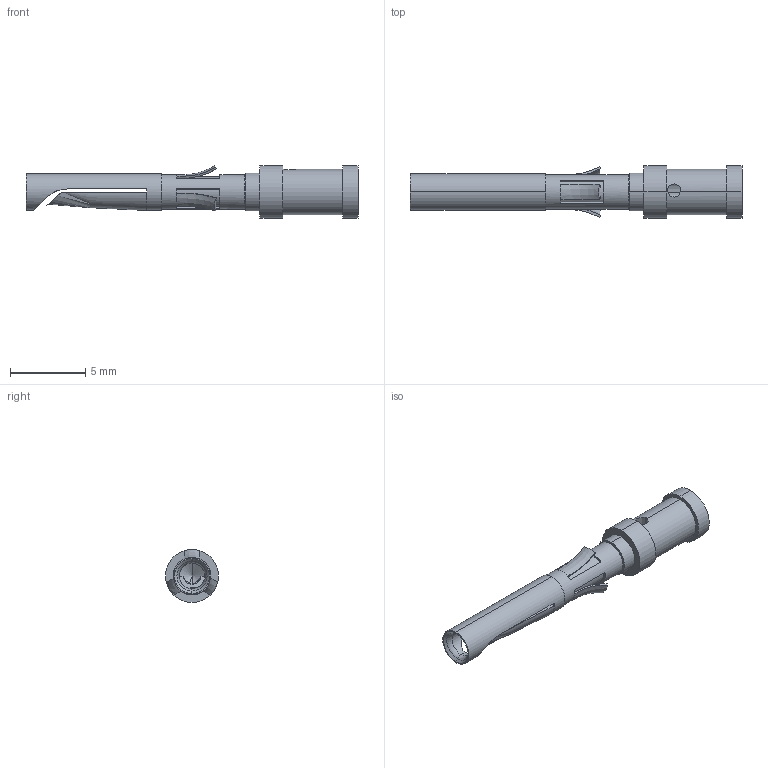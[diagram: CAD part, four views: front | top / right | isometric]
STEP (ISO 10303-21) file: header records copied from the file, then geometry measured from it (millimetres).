
FILE_DESCRIPTION((''),'2;1');
FILE_NAME('3D_1010171200902_ZCDSF-1_5_V1_0','2017-03-30T',('tl.yang'),(''),'PRO/ENGINEER BY PARAMETRIC TECHNOLOGY CORPORATION, 2011500','PRO/ENGINEER BY PARAMETRIC TECHNOLOGY CORPORATION, 2011500','');
FILE_SCHEMA(('CONFIG_CONTROL_DESIGN'));
Length unit declared in the file: millimetre
Products named in the file (1): 3D_1010171200902_ZCDSF-1_5_V1_0
Bounding box: 22 x 3.5 x 3.5 mm (x, y, z)
Volume: 82.5 mm3; surface area: 303.4 mm2
Topology: 1 solids, 1 shells, 85 faces, 226 edges, 145 vertices
Faces by surface type: plane 36, cylinder 25, bspline 12, cone 8, torus 4
Entity records: 3658 total; most frequent: CARTESIAN_POINT 1542, ORIENTED_EDGE 444, DIRECTION 426, EDGE_CURVE 222, AXIS2_PLACEMENT_3D 169, VERTEX_POINT 145, CIRCLE 96, EDGE_LOOP 95
